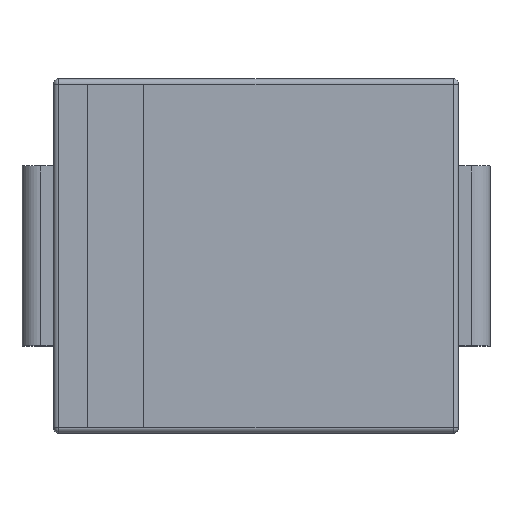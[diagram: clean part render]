
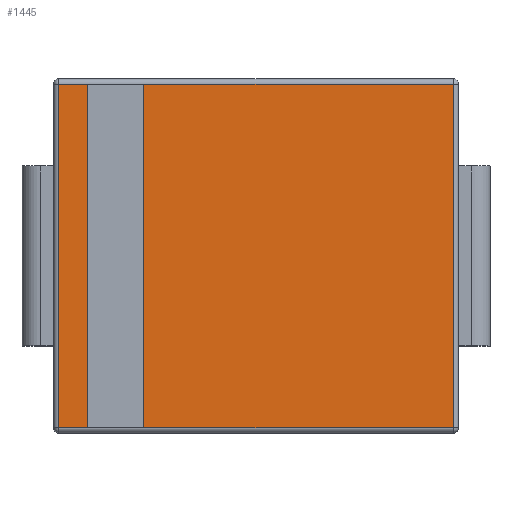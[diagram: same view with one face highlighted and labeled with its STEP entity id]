
A CAD part, top view. The second image highlights one B-rep face of the part: STEP entity #1445.
In plain terms, the highlighted planar face has unit normal (0, 0, 1).
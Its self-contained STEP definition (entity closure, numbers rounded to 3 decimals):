
#1406 = CARTESIAN_POINT ( 'NONE',  ( -3.288, 2.863, 2.39 ) ) ;
#1407 = VERTEX_POINT ( 'NONE', #1406 ) ;
#1408 = CARTESIAN_POINT ( 'NONE',  ( -3.288, -2.863, 2.39 ) ) ;
#1409 = VERTEX_POINT ( 'NONE', #1408 ) ;
#1410 = CARTESIAN_POINT ( 'NONE',  ( -3.288, 0., 2.39 ) ) ;
#1411 = DIRECTION ( 'NONE',  ( 0., -1., 0. ) ) ;
#1412 = VECTOR ( 'NONE', #1411, 1000. ) ;
#1413 = LINE ( 'NONE', #1410, #1412 ) ;
#1414 = EDGE_CURVE ( 'NONE', #1407, #1409, #1413, .T. ) ;
#1415 = ORIENTED_EDGE ( 'NONE', *, *, #1414, .T. ) ;
#1416 = CARTESIAN_POINT ( 'NONE',  ( 3.288, -2.863, 2.39 ) ) ;
#1417 = VERTEX_POINT ( 'NONE', #1416 ) ;
#1418 = CARTESIAN_POINT ( 'NONE',  ( 0., -2.863, 2.39 ) ) ;
#1419 = DIRECTION ( 'NONE',  ( 1., 0., 0. ) ) ;
#1420 = VECTOR ( 'NONE', #1419, 1000. ) ;
#1421 = LINE ( 'NONE', #1418, #1420 ) ;
#1422 = EDGE_CURVE ( 'NONE', #1409, #1417, #1421, .T. ) ;
#1423 = ORIENTED_EDGE ( 'NONE', *, *, #1422, .T. ) ;
#1424 = CARTESIAN_POINT ( 'NONE',  ( 3.288, 2.863, 2.39 ) ) ;
#1425 = VERTEX_POINT ( 'NONE', #1424 ) ;
#1426 = CARTESIAN_POINT ( 'NONE',  ( 3.288, 0., 2.39 ) ) ;
#1427 = DIRECTION ( 'NONE',  ( 0., 1., 0. ) ) ;
#1428 = VECTOR ( 'NONE', #1427, 1000. ) ;
#1429 = LINE ( 'NONE', #1426, #1428 ) ;
#1430 = EDGE_CURVE ( 'NONE', #1417, #1425, #1429, .T. ) ;
#1431 = ORIENTED_EDGE ( 'NONE', *, *, #1430, .T. ) ;
#1432 = CARTESIAN_POINT ( 'NONE',  ( 0., 2.863, 2.39 ) ) ;
#1433 = DIRECTION ( 'NONE',  ( -1., 0., 0. ) ) ;
#1434 = VECTOR ( 'NONE', #1433, 1000. ) ;
#1435 = LINE ( 'NONE', #1432, #1434 ) ;
#1436 = EDGE_CURVE ( 'NONE', #1425, #1407, #1435, .T. ) ;
#1437 = ORIENTED_EDGE ( 'NONE', *, *, #1436, .T. ) ;
#1438 = EDGE_LOOP ( 'NONE', ( #1415, #1423, #1431, #1437 ) ) ;
#1439 = FACE_OUTER_BOUND ( 'NONE', #1438, .T. ) ;
#1440 = CARTESIAN_POINT ( 'NONE',  ( 0., 0., 2.39 ) ) ;
#1441 = DIRECTION ( 'NONE',  ( 0., 0., -1. ) ) ;
#1442 = DIRECTION ( 'NONE',  ( 0., 1., 0. ) ) ;
#1443 = AXIS2_PLACEMENT_3D ( 'NONE', #1440, #1441, #1442 ) ;
#1444 = PLANE ( 'NONE', #1443 ) ;
#1445 = ADVANCED_FACE ( 'NONE', ( #1439 ), #1444, .F. ) ;
